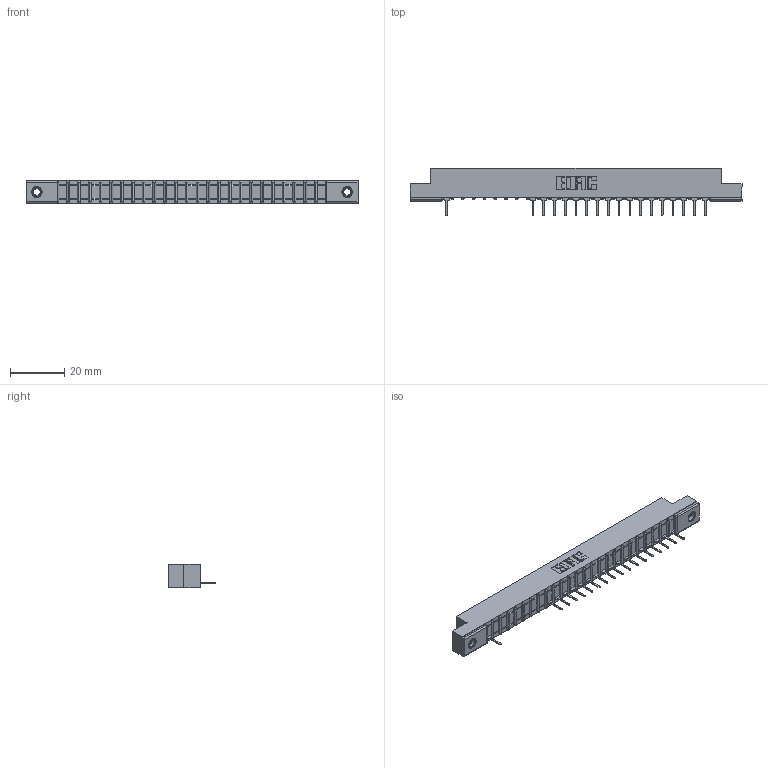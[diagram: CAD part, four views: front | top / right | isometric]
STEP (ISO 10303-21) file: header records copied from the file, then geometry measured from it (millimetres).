
FILE_DESCRIPTION (( 'STEP AP203' ), '1' );
FILE_NAME ('307-025-531-107.STEP', '2018-08-04T07:49:27', ( '' ), ( '' ), 'SwSTEP 2.0', 'SolidWorks 2016', '' );
FILE_SCHEMA (( 'CONFIG_CONTROL_DESIGN' ));
Length unit declared in the file: inch
Products named in the file (4): 307 Part_.156 Dia Mounting Holes; 307-290-001_531; 345-250-001_345-250-005-103; 307-025-531-107
Assembly tree (21 placements, depth 2):
  307-025-531-107
    307 Part_.156 Dia Mounting Holes
    307-290-001_531  x18
    345-250-001_345-250-005-103  x2
Bounding box: 122.07 x 17.42 x 8.71 mm (x, y, z)
Volume: 7551.7 mm3; surface area: 11060.6 mm2
Topology: 21 solids, 21 shells, 1352 faces, 3823 edges, 2446 vertices
Faces by surface type: plane 852, cylinder 432, sphere 52, cone 12, torus 4
Entity records: 24457 total; most frequent: CARTESIAN_POINT 4124, ORIENTED_EDGE 4110, DIRECTION 4023, EDGE_CURVE 2055, LINE 1569, VECTOR 1569, VERTEX_POINT 1328, AXIS2_PLACEMENT_3D 1227
